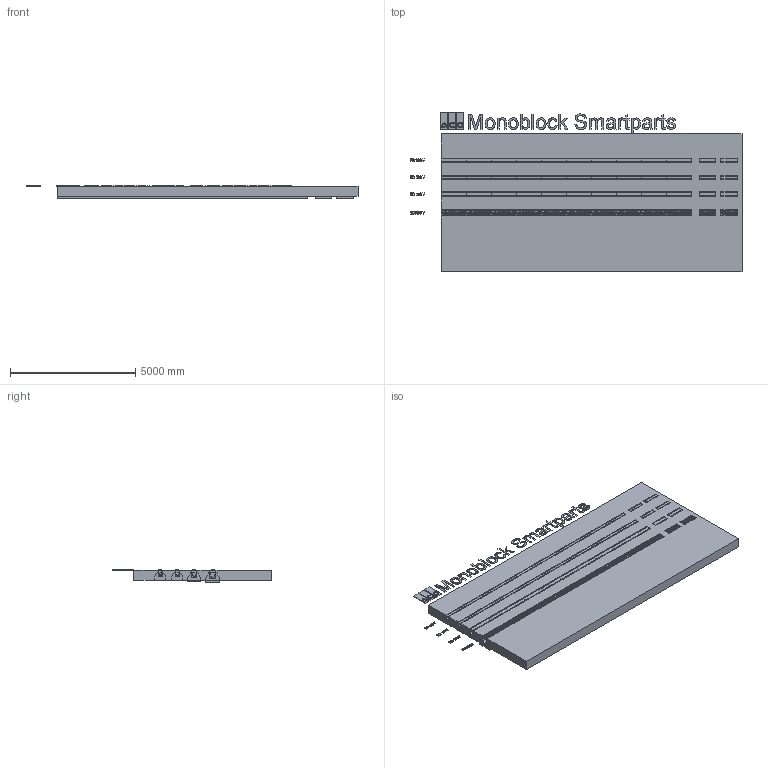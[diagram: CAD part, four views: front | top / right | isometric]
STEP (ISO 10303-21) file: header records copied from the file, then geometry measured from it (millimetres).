
FILE_DESCRIPTION(/* description */ (''),/* implementation_level */ '2;1');
FILE_NAME(/* name */ 'ACODrainMonoblock.step',/* time_stamp */ '2024-03-12T13:12:36+01:00',/* author */ ('ndmes'),/* organization */ (''),/* preprocessor_version */ 'ST-DEVELOPER v18.1',/* originating_system */ 'Autodesk Inventor 2022',/* authorisation */ '');
FILE_SCHEMA (('CONFIG_CONTROL_DESIGN'));
Products named in the file (294): ACODrainMonoblock; ACODrainMonoblock_1; ACODrainMonoblock_1_1; ACODrainMonoblock_2; ACODrainMonoblock_3; ACODrainMonoblock_4; ACODrainMonoblock_5; ACODrainMonoblock_6; ACODrainMonoblock_7; ACODrainMonoblock_8; ACODrainMonoblock_9; ACODrainMonoblock_10; ACODrainMonoblock_11; ACODrainMonoblock_12; ACODrainMonoblock_13; ACODrainMonoblock_14; ACODrainMonoblock_15; ACODrainMonoblock_16; ACODrainMonoblock_17; ACODrainMonoblock_18; ACODrainMonoblock_19; ACODrainMonoblock_20; ACODrainMonoblock_21; ACODrainMonoblock_22; ACODrainMonoblock_23; ACODrainMonoblock_24; ACODrainMonoblock_25; ACODrainMonoblock_26; ACODrainMonoblock_27; ACODrainMonoblock_28; ACODrainMonoblock_29; ACODrainMonoblock_30; ACODrainMonoblock_31; ACODrainMonoblock_32; ACODrainMonoblock_33; ACODrainMonoblock_34; ACODrainMonoblock_35; ACODrainMonoblock_36; ACODrainMonoblock_37; ACODrainMonoblock_38 ...
Assembly tree (293 placements, depth 2):
  ACODrainMonoblock
    ACODrainMonoblock_1
    ACODrainMonoblock_1_1
    ACODrainMonoblock_2
    ACODrainMonoblock_3
    ACODrainMonoblock_4
    ACODrainMonoblock_5
    ACODrainMonoblock_6
    ACODrainMonoblock_7
    ACODrainMonoblock_8
    ACODrainMonoblock_9
    ACODrainMonoblock_10
    ACODrainMonoblock_11
    ACODrainMonoblock_12
    ACODrainMonoblock_13
    ACODrainMonoblock_14
    ACODrainMonoblock_15
    ACODrainMonoblock_16
    ACODrainMonoblock_17
    ACODrainMonoblock_18
    ACODrainMonoblock_19
    ACODrainMonoblock_20
    ACODrainMonoblock_21
    ACODrainMonoblock_22
    ACODrainMonoblock_23
    ACODrainMonoblock_24
    ACODrainMonoblock_25
    ACODrainMonoblock_26
    ACODrainMonoblock_27
    ACODrainMonoblock_28
    ACODrainMonoblock_29
    ACODrainMonoblock_30
    ACODrainMonoblock_31
    ACODrainMonoblock_32
    ACODrainMonoblock_33
    ACODrainMonoblock_34
    ACODrainMonoblock_35
    ACODrainMonoblock_36
    ACODrainMonoblock_37
    ACODrainMonoblock_38
    ACODrainMonoblock_39
    ACODrainMonoblock_40
    ACODrainMonoblock_41
    ACODrainMonoblock_42
    ACODrainMonoblock_43
    ACODrainMonoblock_44
    ACODrainMonoblock_45
    ACODrainMonoblock_46
    ACODrainMonoblock_47
    ACODrainMonoblock_48
    ACODrainMonoblock_49
    ACODrainMonoblock_50
    ACODrainMonoblock_51
    ACODrainMonoblock_52
    ACODrainMonoblock_53
    ACODrainMonoblock_54
    ACODrainMonoblock_55
    ACODrainMonoblock_56
    ACODrainMonoblock_57
    ACODrainMonoblock_58
Bounding box: 13251.4 x 6364.94 x 500 mm (x, y, z)
Volume: 30547551512 mm3; surface area: 348845054.9 mm2
Topology: 335 solids, 335 shells, 5398 faces, 14160 edges, 9440 vertices
Faces by surface type: plane 4100, cylinder 802, bspline 274, cone 222
Full cylindrical faces by diameter (mm): 100 x8, 157.689 x1, 227.773 x1
Entity records: 191077 total; most frequent: CARTESIAN_POINT 41579, ORIENTED_EDGE 28320, DIRECTION 28178, EDGE_CURVE 14160, LINE 11564, VECTOR 11564, VERTEX_POINT 9440, AXIS2_PLACEMENT_3D 8307
